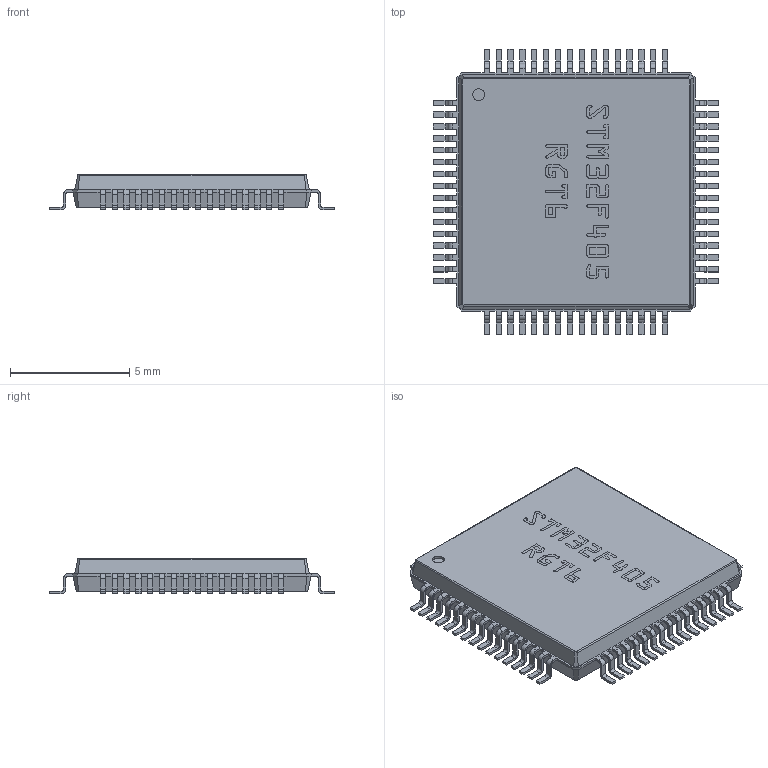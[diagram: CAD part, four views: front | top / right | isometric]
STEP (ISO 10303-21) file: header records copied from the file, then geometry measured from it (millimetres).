
FILE_DESCRIPTION (( 'STEP AP214' ), '1' );
FILE_NAME ('STM32F405RGT.STEP', '2021-02-20T16:51:11', ( '' ), ( '' ), 'SwSTEP 2.0', 'SolidWorks 2018', '' );
FILE_SCHEMA (( 'AUTOMOTIVE_DESIGN' ));
Length unit declared in the file: millimetre
Products named in the file (1): STM32F405RGT
Bounding box: 12 x 12 x 1.5 mm (x, y, z)
Volume: 136.7 mm3; surface area: 310.9 mm2
Topology: 1 solids, 1 shells, 1252 faces, 3411 edges, 2178 vertices
Faces by surface type: plane 792, cylinder 258, bspline 202
Entity records: 46088 total; most frequent: CARTESIAN_POINT 13303, ORIENTED_EDGE 6822, DIRECTION 5761, EDGE_CURVE 3411, LINE 2627, VECTOR 2627, VERTEX_POINT 2178, AXIS2_PLACEMENT_3D 1567
